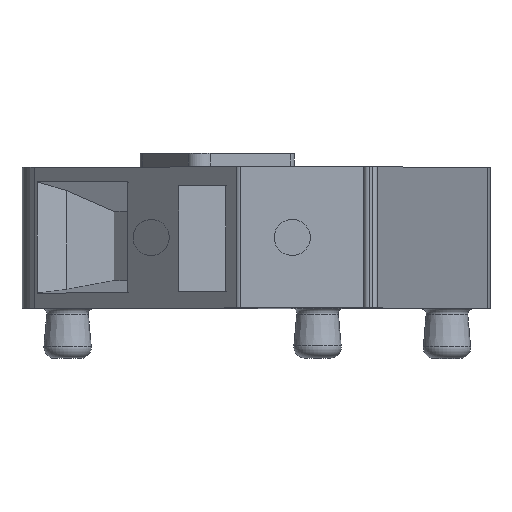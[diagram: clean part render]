
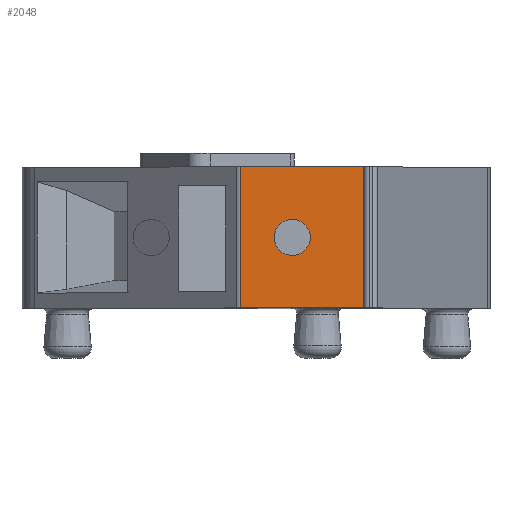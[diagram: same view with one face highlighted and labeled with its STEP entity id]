
A CAD part, top view. The second image highlights one B-rep face of the part: STEP entity #2048.
In plain terms, the highlighted planar face has unit normal (0, 0, 1).
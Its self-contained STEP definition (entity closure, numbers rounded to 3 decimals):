
#43=FACE_BOUND($,#354,.T.);
#94=CIRCLE($,#2206,0.65);
#218=FACE_OUTER_BOUND($,#353,.T.);
#353=EDGE_LOOP($,(#1461,#1462,#1463,#1464));
#354=EDGE_LOOP($,(#1465));
#546=LINE($,#3146,#741);
#549=LINE($,#3154,#744);
#553=LINE($,#3171,#748);
#554=LINE($,#3172,#749);
#741=VECTOR($,#2488,5.08);
#744=VECTOR($,#2497,5.08);
#748=VECTOR($,#2515,4.437);
#749=VECTOR($,#2516,4.437);
#934=VERTEX_POINT($,#3143);
#935=VERTEX_POINT($,#3145);
#936=VERTEX_POINT($,#3152);
#937=VERTEX_POINT($,#3153);
#944=VERTEX_POINT($,#3173);
#1146=EDGE_CURVE($,#934,#935,#546,.T.);
#1150=EDGE_CURVE($,#936,#937,#549,.T.);
#1159=EDGE_CURVE($,#934,#937,#553,.T.);
#1160=EDGE_CURVE($,#935,#936,#554,.T.);
#1161=EDGE_CURVE($,#944,#944,#94,.T.);
#1461=ORIENTED_EDGE($,*,*,#1146,.F.);
#1462=ORIENTED_EDGE($,*,*,#1159,.T.);
#1463=ORIENTED_EDGE($,*,*,#1150,.F.);
#1464=ORIENTED_EDGE($,*,*,#1160,.F.);
#1465=ORIENTED_EDGE($,*,*,#1161,.T.);
#1960=PLANE($,#2205);
#2048=ADVANCED_FACE($,(#218,#43),#1960,.T.);
#2205=AXIS2_PLACEMENT_3D($,#3170,#2513,#2514);
#2206=AXIS2_PLACEMENT_3D($,#3174,#2517,#2518);
#2488=DIRECTION($,(0.,-1.,0.));
#2497=DIRECTION($,(0.,1.,0.));
#2513=DIRECTION('center_axis',(0.,0.,1.));
#2514=DIRECTION('ref_axis',(1.,0.,0.));
#2515=DIRECTION($,(-1.,0.,0.));
#2516=DIRECTION($,(-1.,0.,0.));
#2517=DIRECTION('center_axis',(0.,0.,-1.));
#2518=DIRECTION('ref_axis',(1.,0.,0.));
#3143=CARTESIAN_POINT('',(5.11,2.54,14.));
#3145=CARTESIAN_POINT('',(5.11,-2.54,14.));
#3146=CARTESIAN_POINT($,(5.11,0.,14.));
#3152=CARTESIAN_POINT('',(0.673,-2.54,14.));
#3153=CARTESIAN_POINT('',(0.673,2.54,14.));
#3154=CARTESIAN_POINT($,(0.673,0.,14.));
#3170=CARTESIAN_POINT('Origin',(5.11,0.,14.));
#3171=CARTESIAN_POINT($,(5.11,2.54,14.));
#3172=CARTESIAN_POINT($,(5.11,-2.54,14.));
#3173=CARTESIAN_POINT('',(3.19,0.,14.));
#3174=CARTESIAN_POINT('Origin',(2.54,0.,14.));
